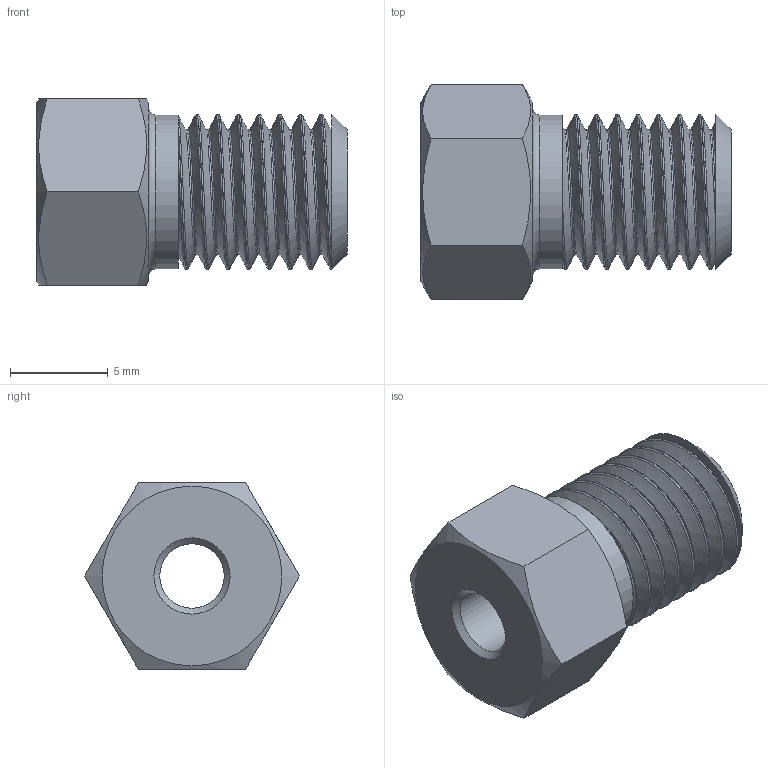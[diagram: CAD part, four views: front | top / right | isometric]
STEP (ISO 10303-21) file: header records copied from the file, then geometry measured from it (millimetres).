
FILE_DESCRIPTION((''),'2;1');
FILE_NAME('310184-ZN2PK Internal polymeric nut.stp','2013-08-20T12:59:06',('Franzp'),(''),'Autodesk Inventor 2013','Autodesk Inventor 2013','');
FILE_SCHEMA(('AUTOMOTIVE_DESIGN { 1 0 10303 214 1 1 1 1 }'));
Length unit declared in the file: millimetre
Products named in the file (1): 330184
Bounding box: 15.88 x 11 x 9.53 mm (x, y, z)
Volume: 731.9 mm3; surface area: 1211.8 mm2
Topology: 2 solids, 2 shells, 30 faces, 65 edges, 42 vertices
Faces by surface type: plane 13, bspline 6, cylinder 5, cone 5, torus 1
Full cylindrical faces by diameter (mm): 3.3 x1, 6.368 x2, 7.874 x1
Entity records: 3746 total; most frequent: CARTESIAN_POINT 3173, ORIENTED_EDGE 108, DIRECTION 90, EDGE_CURVE 54, EDGE_LOOP 47, AXIS2_PLACEMENT_3D 42, VERTEX_POINT 41, FACE_OUTER_BOUND 30
